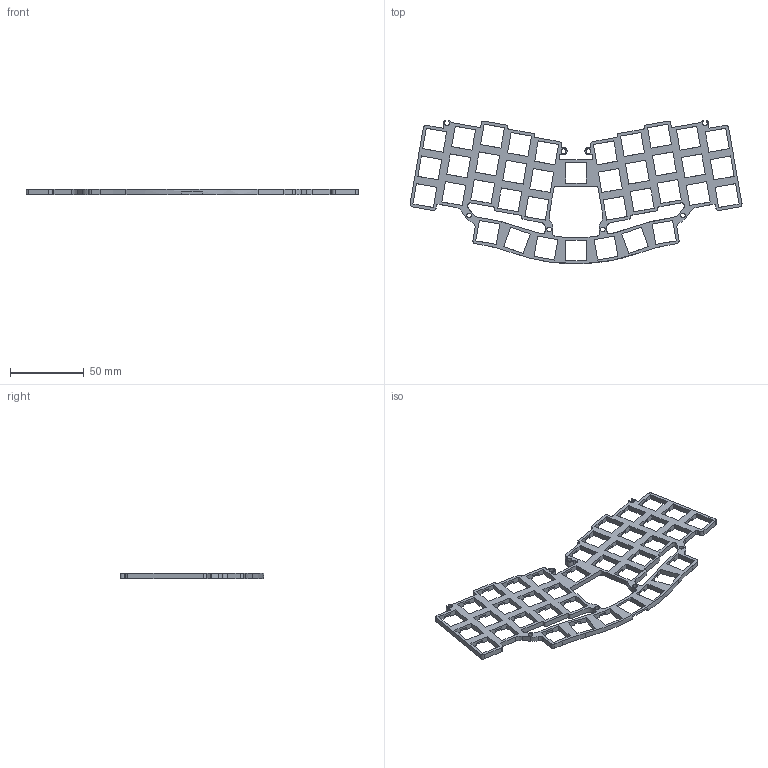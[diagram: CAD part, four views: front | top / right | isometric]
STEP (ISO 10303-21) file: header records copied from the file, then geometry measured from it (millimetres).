
FILE_DESCRIPTION(/* description */ (''),/* implementation_level */ '2;1');
FILE_NAME(/* name */ 'cocot38mini_v2_tadpole_plate_thick',/* time_stamp */ '2025-06-05T23:12:48-07:00',/* author */ (''),/* organization */ (''),/* preprocessor_version */ 'ST-DEVELOPER v16.5',/* originating_system */ 'Rhino 7.25',/* authorisation */ '');
FILE_SCHEMA (('AUTOMOTIVE_DESIGN_CC2'));
Length unit declared in the file: millimetre
Products named in the file (1): Document
Bounding box: 225.03 x 97.31 x 3.5 mm (x, y, z)
Volume: 22129.7 mm3; surface area: 25754.7 mm2
Topology: 1 solids, 1 shells, 563 faces, 1689 edges, 1126 vertices
Faces by surface type: plane 491, cylinder 67, bspline 5
Full cylindrical faces by diameter (mm): 3.2 x6
Entity records: 17189 total; most frequent: CARTESIAN_POINT 5874, ORIENTED_EDGE 3378, EDGE_CURVE 1689, B_SPLINE_CURVE_WITH_KNOTS 1539, VERTEX_POINT 1126, EDGE_LOOP 655, ADVANCED_FACE 563, FACE_OUTER_BOUND 563
